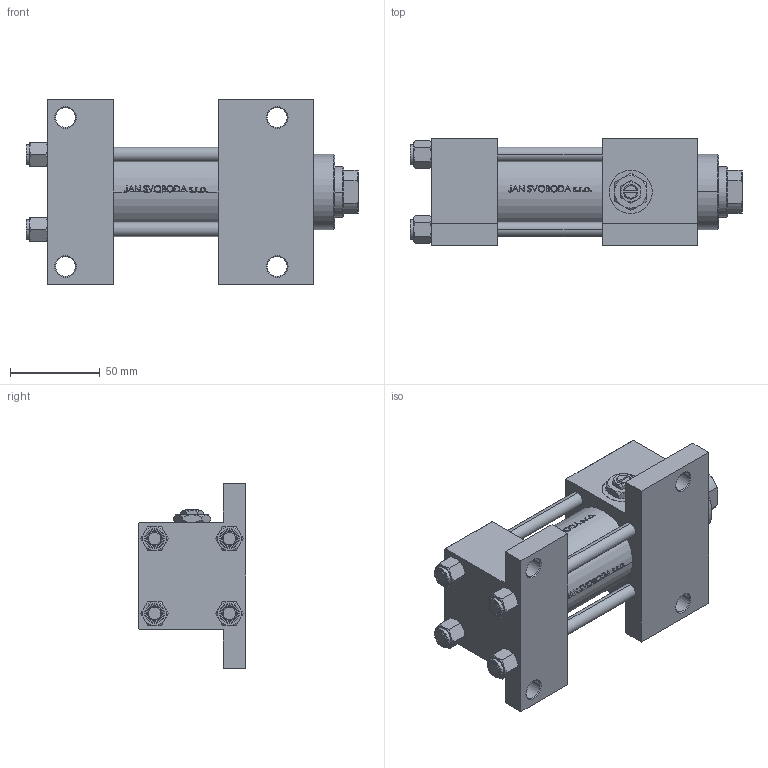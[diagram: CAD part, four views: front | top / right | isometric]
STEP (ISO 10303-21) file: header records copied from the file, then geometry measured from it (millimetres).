
FILE_DESCRIPTION (( 'STEP AP203' ), '1' );
FILE_NAME ('4272.STEP', '2022-04-16T01:31:42', ( '' ), ( '' ), 'SwSTEP 2.0', 'SolidWorks 2019', '' );
FILE_SCHEMA (( 'CONFIG_CONTROL_DESIGN' ));
Length unit declared in the file: millimetre
Products named in the file (7): Zatka_pro_OIL_PORT ec2fd5705c816b44768e75e80f33c7d0; V215CR_G_Body ec2fd5705c816b44768e75e80f33c7d0; 4272; V215CR_VCP_G ec2fd5705c816b44768e75e80f33c7d0; NUT_M5_G ec2fd5705c816b44768e75e80f33c7d0; V215_VC_A ec2fd5705c816b44768e75e80f33c7d0; V215CR_G_TYCINKA ec2fd5705c816b44768e75e80f33c7d0
Assembly tree (16 placements, depth 2):
  4272
    V215CR_G_Body ec2fd5705c816b44768e75e80f33c7d0
    V215CR_VCP_G ec2fd5705c816b44768e75e80f33c7d0
    V215CR_G_TYCINKA ec2fd5705c816b44768e75e80f33c7d0  x6
    NUT_M5_G ec2fd5705c816b44768e75e80f33c7d0  x6
    V215_VC_A ec2fd5705c816b44768e75e80f33c7d0
    Zatka_pro_OIL_PORT ec2fd5705c816b44768e75e80f33c7d0
Bounding box: 185 x 60 x 103 mm (x, y, z)
Volume: 487625.6 mm3; surface area: 129441.6 mm2
Topology: 16 solids, 16 shells, 1211 faces, 3016 edges, 1921 vertices
Faces by surface type: plane 474, bspline 380, cone 208, cylinder 137, torus 12
Entity records: 49003 total; most frequent: CARTESIAN_POINT 26318, ORIENTED_EDGE 5188, DIRECTION 3210, EDGE_CURVE 2594, VERTEX_POINT 1681, LINE 1328, VECTOR 1328, EDGE_LOOP 1111
